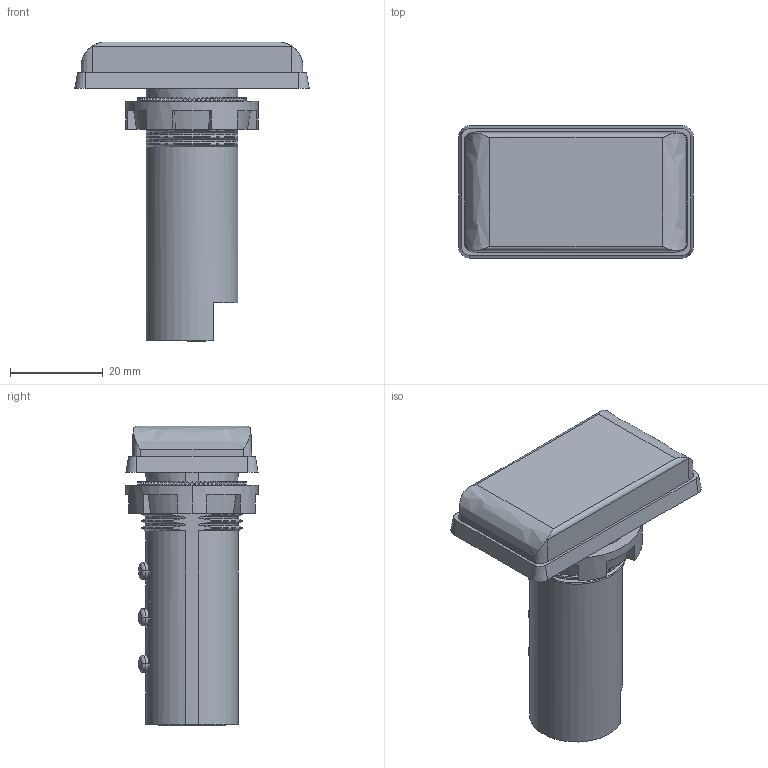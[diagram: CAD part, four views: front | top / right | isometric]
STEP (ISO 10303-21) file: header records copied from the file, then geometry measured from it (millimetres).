
FILE_DESCRIPTION (( 'STEP AP214' ), '1' );
FILE_NAME ('3D Ìîäåëü ÈÒÏ-11.STEP', '2015-08-27T07:25:42', ( '' ), ( '' ), 'SwSTEP 2.0', 'SolidWorks 2013', '' );
FILE_SCHEMA (( 'AUTOMOTIVE_DESIGN' ));
Length unit declared in the file: millimetre
Products named in the file (6): 抔樦檞 MKDS  4-3,5; mkds_1-4-3.5; Óïëîòíèòåëü ÈÒÏ-11; 扻錪犩; Êîðïóñ Ù9 (ÈÒÏ-11); 3D Ìîäåëü ÈÒÏ-11
Assembly tree (5 placements, depth 3):
  3D Ìîäåëü ÈÒÏ-11
    Êîðïóñ Ù9 (ÈÒÏ-11)
    扻錪犩
    Óïëîòíèòåëü ÈÒÏ-11
    抔樦檞 MKDS  4-3,5
      mkds_1-4-3.5
Bounding box: 50.5 x 28.5 x 64.6 mm (x, y, z)
Volume: 30295.7 mm3; surface area: 13036 mm2
Topology: 4 solids, 4 shells, 588 faces, 1635 edges, 1084 vertices
Faces by surface type: plane 340, bspline 135, cylinder 77, cone 36
Entity records: 33739 total; most frequent: CARTESIAN_POINT 17956, ORIENTED_EDGE 3270, DIRECTION 2024, EDGE_CURVE 1635, VERTEX_POINT 1084, AXIS2_PLACEMENT_3D 694, LINE 636, VECTOR 636
